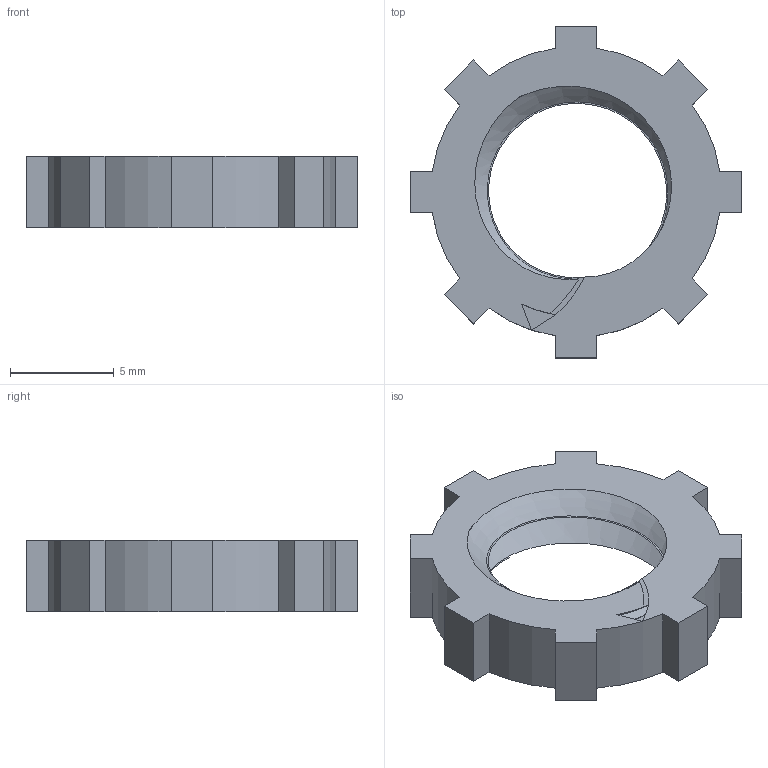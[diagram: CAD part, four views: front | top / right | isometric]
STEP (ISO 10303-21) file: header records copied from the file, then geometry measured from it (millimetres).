
FILE_DESCRIPTION(/* description */ (''),/* implementation_level */ '2;1');
FILE_NAME(/* name */ '00_coupler_5_3_nema_screw_nut.ipt.step',/* time_stamp */ '2022-11-29T07:38:53+01:00',/* author */ ('diederichbenedict'),/* organization */ (''),/* preprocessor_version */ 'ST-DEVELOPER v18.1',/* originating_system */ 'Autodesk Inventor 2022',/* authorisation */ '');
FILE_SCHEMA (('AUTOMOTIVE_DESIGN { 1 0 10303 214 3 1 1 }'));
Length unit declared in the file: millimetre
Products named in the file (1): 00_coupler_5_3_nema_screw_nut
Bounding box: 16.01 x 16.01 x 3.45 mm (x, y, z)
Volume: 307.1 mm3; surface area: 715.3 mm2
Topology: 1 solids, 1 shells, 44 faces, 126 edges, 84 vertices
Faces by surface type: plane 27, cylinder 8, bspline 5, cone 4
Entity records: 3411 total; most frequent: CARTESIAN_POINT 2247, ORIENTED_EDGE 252, DIRECTION 205, EDGE_CURVE 126, LINE 87, VECTOR 87, VERTEX_POINT 84, AXIS2_PLACEMENT_3D 59
